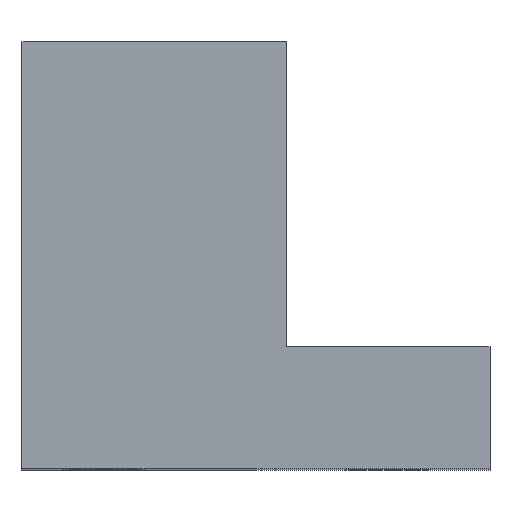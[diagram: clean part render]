
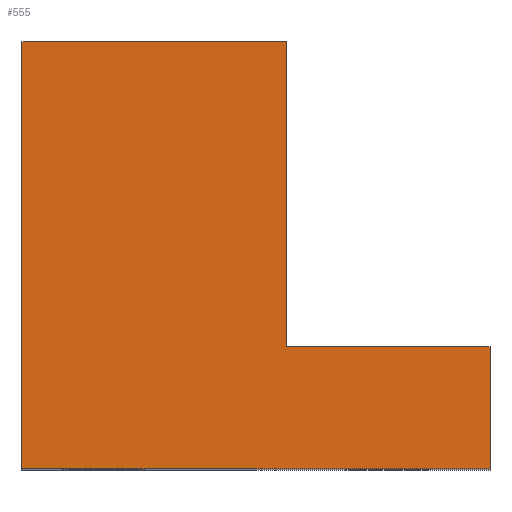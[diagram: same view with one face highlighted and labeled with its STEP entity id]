
A CAD part, top view. The second image highlights one B-rep face of the part: STEP entity #555.
In plain terms, the highlighted planar face has unit normal (0, 0, 1).
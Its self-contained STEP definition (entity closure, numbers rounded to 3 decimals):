
#71=DIRECTION('',(0.,1.,0.));
#72=VECTOR('',#71,15.);
#73=CARTESIAN_POINT('',(13.,6.,40.));
#74=LINE('',#73,#72);
#85=DIRECTION('',(0.,1.,0.));
#86=VECTOR('',#85,21.);
#87=CARTESIAN_POINT('',(0.,0.,40.));
#88=LINE('',#87,#86);
#92=DIRECTION('',(-1.,0.,0.));
#93=VECTOR('',#92,10.);
#94=CARTESIAN_POINT('',(23.,6.,40.));
#95=LINE('',#94,#93);
#99=DIRECTION('',(0.,1.,0.));
#100=VECTOR('',#99,6.);
#101=CARTESIAN_POINT('',(23.,0.,40.));
#102=LINE('',#101,#100);
#106=DIRECTION('',(1.,0.,0.));
#107=VECTOR('',#106,23.);
#108=CARTESIAN_POINT('',(0.,0.,40.));
#109=LINE('',#108,#107);
#134=DIRECTION('',(1.,0.,0.));
#135=VECTOR('',#134,13.);
#136=CARTESIAN_POINT('',(0.,21.,40.));
#137=LINE('',#136,#135);
#442=CARTESIAN_POINT('',(0.,0.,40.));
#443=CARTESIAN_POINT('',(23.,0.,40.));
#444=VERTEX_POINT('',#442);
#445=VERTEX_POINT('',#443);
#446=CARTESIAN_POINT('',(23.,6.,40.));
#447=VERTEX_POINT('',#446);
#448=CARTESIAN_POINT('',(13.,6.,40.));
#449=VERTEX_POINT('',#448);
#475=CARTESIAN_POINT('',(0.,21.,40.));
#477=VERTEX_POINT('',#475);
#478=CARTESIAN_POINT('',(13.,21.,40.));
#479=VERTEX_POINT('',#478);
#537=CARTESIAN_POINT('',(0.,0.,40.));
#538=DIRECTION('',(0.,0.,1.));
#539=DIRECTION('',(1.,0.,0.));
#540=AXIS2_PLACEMENT_3D('',#537,#538,#539);
#541=PLANE('',#540);
#543=ORIENTED_EDGE('',*,*,#542,.T.);
#545=ORIENTED_EDGE('',*,*,#544,.T.);
#546=ORIENTED_EDGE('',*,*,#527,.F.);
#548=ORIENTED_EDGE('',*,*,#547,.F.);
#550=ORIENTED_EDGE('',*,*,#549,.F.);
#552=ORIENTED_EDGE('',*,*,#551,.F.);
#553=EDGE_LOOP('',(#543,#545,#546,#548,#550,#552));
#554=FACE_OUTER_BOUND('',#553,.F.);
#555=ADVANCED_FACE('',(#554),#541,.T.);
#527=EDGE_CURVE('',#449,#479,#74,.T.);
#542=EDGE_CURVE('',#444,#477,#88,.T.);
#544=EDGE_CURVE('',#477,#479,#137,.T.);
#547=EDGE_CURVE('',#447,#449,#95,.T.);
#549=EDGE_CURVE('',#445,#447,#102,.T.);
#551=EDGE_CURVE('',#444,#445,#109,.T.);
